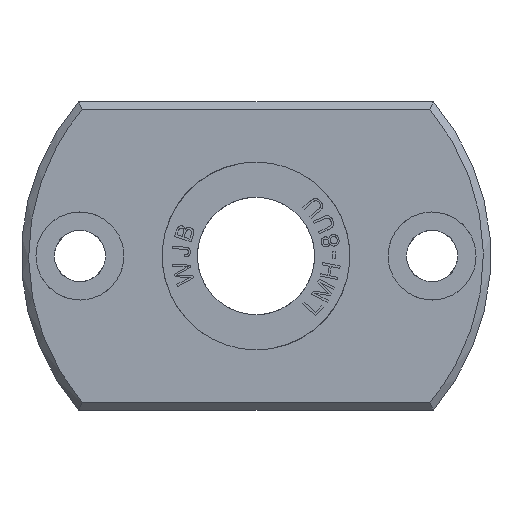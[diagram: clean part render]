
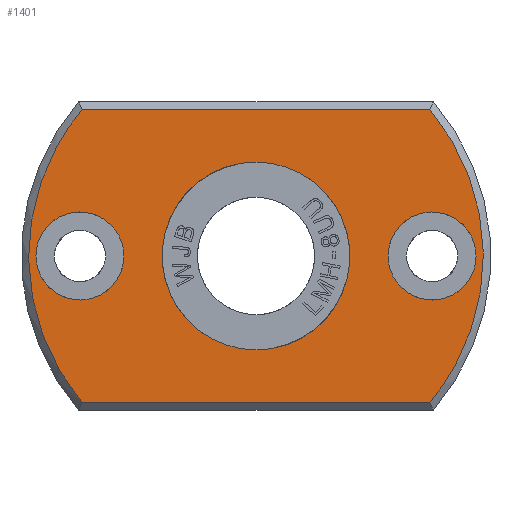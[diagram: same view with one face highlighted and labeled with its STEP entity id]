
A CAD part, left-side view. The second image highlights one B-rep face of the part: STEP entity #1401.
In plain terms, the highlighted planar face has unit normal (-1, 0, 0).
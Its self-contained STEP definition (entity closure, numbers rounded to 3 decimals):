
#198=PLANE('',#5786);
#435=FACE_BOUND('',#2046,.T.);
#436=FACE_BOUND('',#2047,.T.);
#437=FACE_BOUND('',#2048,.T.);
#438=FACE_BOUND('',#2049,.T.);
#1401=ADVANCED_FACE('',(#435,#436,#437,#438),#198,.T.);
#2046=EDGE_LOOP('',(#3044,#3045));
#2047=EDGE_LOOP('',(#3046,#3047));
#2048=EDGE_LOOP('',(#3048,#3049));
#2049=EDGE_LOOP('',(#3050,#3051,#3052,#3053));
#2379=B_SPLINE_CURVE_WITH_KNOTS('',3,(#7101,#7102,#7103,#7104,#7105,#7106),
 .UNSPECIFIED.,.F.,.F.,(4,2,4),(0.,0.5,1.),.UNSPECIFIED.);
#2457=B_SPLINE_CURVE_WITH_KNOTS('',3,(#8292,#8293,#8294,#8295,#8296,#8297,
#8298,#8299,#8300,#8301),.UNSPECIFIED.,.F.,.F.,(4,2,2,2,4),(0.,0.25,0.5,
0.75,1.),.UNSPECIFIED.);
#2458=B_SPLINE_CURVE_WITH_KNOTS('',3,(#8304,#8305,#8306,#8307,#8308,#8309,
#8310,#8311,#8312,#8313),.UNSPECIFIED.,.F.,.F.,(4,2,2,2,4),(0.,0.25,0.5,
0.75,1.),.UNSPECIFIED.);
#2461=B_SPLINE_CURVE_WITH_KNOTS('',3,(#8338,#8339,#8340,#8341,#8342,#8343,
#8344,#8345,#8346,#8347),.UNSPECIFIED.,.F.,.F.,(4,2,2,2,4),(0.,0.25,0.5,
0.75,1.),.UNSPECIFIED.);
#2462=B_SPLINE_CURVE_WITH_KNOTS('',3,(#8350,#8351,#8352,#8353,#8354,#8355,
#8356,#8357,#8358,#8359),.UNSPECIFIED.,.F.,.F.,(4,2,2,2,4),(0.,0.25,0.5,
0.75,1.),.UNSPECIFIED.);
#2463=B_SPLINE_CURVE_WITH_KNOTS('',3,(#8360,#8361,#8362,#8363,#8364,#8365,
#8366,#8367,#8368,#8369),.UNSPECIFIED.,.F.,.F.,(4,2,2,2,4),(0.,0.25,0.5,
0.75,1.),.UNSPECIFIED.);
#2464=B_SPLINE_CURVE_WITH_KNOTS('',3,(#8372,#8373,#8374,#8375,#8376,#8377,
#8378,#8379,#8380,#8381),.UNSPECIFIED.,.F.,.F.,(4,2,2,2,4),(0.,0.25,0.5,
0.75,1.),.UNSPECIFIED.);
#2465=B_SPLINE_CURVE_WITH_KNOTS('',3,(#8382,#8383,#8384,#8385,#8386,#8387),
 .UNSPECIFIED.,.F.,.F.,(4,2,4),(0.,0.5,1.),.UNSPECIFIED.);
#2466=B_SPLINE_CURVE_WITH_KNOTS('',3,(#8390,#8391,#8392,#8393),.UNSPECIFIED.,
 .F.,.F.,(4,4),(0.,1.),.UNSPECIFIED.);
#2467=B_SPLINE_CURVE_WITH_KNOTS('',3,(#8394,#8395,#8396,#8397),.UNSPECIFIED.,
 .F.,.F.,(4,4),(0.,1.),.UNSPECIFIED.);
#3044=ORIENTED_EDGE('',*,*,#5149,.F.);
#3045=ORIENTED_EDGE('',*,*,#5150,.F.);
#3046=ORIENTED_EDGE('',*,*,#5151,.F.);
#3047=ORIENTED_EDGE('',*,*,#5152,.F.);
#3048=ORIENTED_EDGE('',*,*,#5146,.T.);
#3049=ORIENTED_EDGE('',*,*,#5145,.T.);
#3050=ORIENTED_EDGE('',*,*,#5153,.F.);
#3051=ORIENTED_EDGE('',*,*,#5154,.F.);
#3052=ORIENTED_EDGE('',*,*,#4914,.F.);
#3053=ORIENTED_EDGE('',*,*,#5155,.F.);
#4379=VERTEX_POINT('',#7100);
#4380=VERTEX_POINT('',#7107);
#4608=VERTEX_POINT('',#8302);
#4609=VERTEX_POINT('',#8303);
#4612=VERTEX_POINT('',#8348);
#4613=VERTEX_POINT('',#8349);
#4614=VERTEX_POINT('',#8370);
#4615=VERTEX_POINT('',#8371);
#4616=VERTEX_POINT('',#8388);
#4617=VERTEX_POINT('',#8389);
#4914=EDGE_CURVE('',#4379,#4380,#2379,.T.);
#5145=EDGE_CURVE('',#4608,#4609,#2457,.T.);
#5146=EDGE_CURVE('',#4609,#4608,#2458,.T.);
#5149=EDGE_CURVE('',#4612,#4613,#2461,.T.);
#5150=EDGE_CURVE('',#4613,#4612,#2462,.T.);
#5151=EDGE_CURVE('',#4614,#4615,#2463,.T.);
#5152=EDGE_CURVE('',#4615,#4614,#2464,.T.);
#5153=EDGE_CURVE('',#4616,#4617,#2465,.T.);
#5154=EDGE_CURVE('',#4380,#4616,#2466,.T.);
#5155=EDGE_CURVE('',#4617,#4379,#2467,.T.);
#5786=AXIS2_PLACEMENT_3D('',#8398,#6235,#6236);
#6235=DIRECTION('',(-1.,0.,0.));
#6236=DIRECTION('',(0.,0.,1.));
#7100=CARTESIAN_POINT('',(0.,11.843,-10.));
#7101=CARTESIAN_POINT('',(0.,11.843,-10.));
#7102=CARTESIAN_POINT('',(0.,14.18,-7.232));
#7103=CARTESIAN_POINT('',(0.,15.5,-3.623));
#7104=CARTESIAN_POINT('',(0.,15.5,3.623));
#7105=CARTESIAN_POINT('',(0.,14.18,7.232));
#7106=CARTESIAN_POINT('',(0.,11.843,10.));
#7107=CARTESIAN_POINT('',(0.,11.843,10.));
#8292=CARTESIAN_POINT('',(0.,0.,6.4));
#8293=CARTESIAN_POINT('',(0.,-1.682,6.4));
#8294=CARTESIAN_POINT('',(0.,-3.338,5.713));
#8295=CARTESIAN_POINT('',(0.,-5.713,3.338));
#8296=CARTESIAN_POINT('',(0.,-6.4,1.679));
#8297=CARTESIAN_POINT('',(0.,-6.4,-1.679));
#8298=CARTESIAN_POINT('',(0.,-5.713,-3.338));
#8299=CARTESIAN_POINT('',(0.,-3.338,-5.713));
#8300=CARTESIAN_POINT('',(0.,-1.683,-6.4));
#8301=CARTESIAN_POINT('',(0.,0.,-6.4));
#8302=CARTESIAN_POINT('',(0.,0.,6.4));
#8303=CARTESIAN_POINT('',(0.,0.,-6.4));
#8304=CARTESIAN_POINT('',(0.,0.,-6.4));
#8305=CARTESIAN_POINT('',(0.,1.682,-6.4));
#8306=CARTESIAN_POINT('',(0.,3.338,-5.713));
#8307=CARTESIAN_POINT('',(0.,5.713,-3.338));
#8308=CARTESIAN_POINT('',(0.,6.4,-1.679));
#8309=CARTESIAN_POINT('',(0.,6.4,1.679));
#8310=CARTESIAN_POINT('',(0.,5.713,3.338));
#8311=CARTESIAN_POINT('',(0.,3.338,5.713));
#8312=CARTESIAN_POINT('',(0.,1.683,6.4));
#8313=CARTESIAN_POINT('',(0.,0.,6.4));
#8338=CARTESIAN_POINT('',(0.,-15.,0.));
#8339=CARTESIAN_POINT('',(0.,-15.,0.785));
#8340=CARTESIAN_POINT('',(0.,-14.677,1.566));
#8341=CARTESIAN_POINT('',(0.,-13.566,2.677));
#8342=CARTESIAN_POINT('',(0.,-12.785,3.));
#8343=CARTESIAN_POINT('',(0.,-11.215,3.));
#8344=CARTESIAN_POINT('',(0.,-10.434,2.677));
#8345=CARTESIAN_POINT('',(0.,-9.323,1.566));
#8346=CARTESIAN_POINT('',(0.,-9.,0.785));
#8347=CARTESIAN_POINT('',(0.,-9.,0.));
#8348=CARTESIAN_POINT('',(0.,-15.,0.));
#8349=CARTESIAN_POINT('',(0.,-9.,0.));
#8350=CARTESIAN_POINT('',(0.,-9.,0.));
#8351=CARTESIAN_POINT('',(0.,-9.,-0.785));
#8352=CARTESIAN_POINT('',(0.,-9.323,-1.566));
#8353=CARTESIAN_POINT('',(0.,-10.434,-2.677));
#8354=CARTESIAN_POINT('',(0.,-11.215,-3.));
#8355=CARTESIAN_POINT('',(0.,-12.785,-3.));
#8356=CARTESIAN_POINT('',(0.,-13.566,-2.677));
#8357=CARTESIAN_POINT('',(0.,-14.677,-1.566));
#8358=CARTESIAN_POINT('',(0.,-15.,-0.785));
#8359=CARTESIAN_POINT('',(0.,-15.,0.));
#8360=CARTESIAN_POINT('',(0.,9.,0.));
#8361=CARTESIAN_POINT('',(0.,9.,0.785));
#8362=CARTESIAN_POINT('',(0.,9.323,1.566));
#8363=CARTESIAN_POINT('',(0.,10.434,2.677));
#8364=CARTESIAN_POINT('',(0.,11.215,3.));
#8365=CARTESIAN_POINT('',(0.,12.785,3.));
#8366=CARTESIAN_POINT('',(0.,13.566,2.677));
#8367=CARTESIAN_POINT('',(0.,14.677,1.566));
#8368=CARTESIAN_POINT('',(0.,15.,0.785));
#8369=CARTESIAN_POINT('',(0.,15.,0.));
#8370=CARTESIAN_POINT('',(0.,9.,0.));
#8371=CARTESIAN_POINT('',(0.,15.,0.));
#8372=CARTESIAN_POINT('',(0.,15.,0.));
#8373=CARTESIAN_POINT('',(0.,15.,-0.785));
#8374=CARTESIAN_POINT('',(0.,14.677,-1.566));
#8375=CARTESIAN_POINT('',(0.,13.566,-2.677));
#8376=CARTESIAN_POINT('',(0.,12.785,-3.));
#8377=CARTESIAN_POINT('',(0.,11.215,-3.));
#8378=CARTESIAN_POINT('',(0.,10.434,-2.677));
#8379=CARTESIAN_POINT('',(0.,9.323,-1.566));
#8380=CARTESIAN_POINT('',(0.,9.,-0.785));
#8381=CARTESIAN_POINT('',(0.,9.,0.));
#8382=CARTESIAN_POINT('',(0.,-11.843,10.));
#8383=CARTESIAN_POINT('',(0.,-14.18,7.232));
#8384=CARTESIAN_POINT('',(0.,-15.5,3.623));
#8385=CARTESIAN_POINT('',(0.,-15.5,-3.623));
#8386=CARTESIAN_POINT('',(0.,-14.18,-7.232));
#8387=CARTESIAN_POINT('',(0.,-11.843,-10.));
#8388=CARTESIAN_POINT('',(0.,-11.843,10.));
#8389=CARTESIAN_POINT('',(0.,-11.843,-10.));
#8390=CARTESIAN_POINT('',(0.,11.843,10.));
#8391=CARTESIAN_POINT('',(0.,3.948,10.));
#8392=CARTESIAN_POINT('',(0.,-3.948,10.));
#8393=CARTESIAN_POINT('',(0.,-11.843,10.));
#8394=CARTESIAN_POINT('',(0.,-11.843,-10.));
#8395=CARTESIAN_POINT('',(0.,-3.948,-10.));
#8396=CARTESIAN_POINT('',(0.,3.948,-10.));
#8397=CARTESIAN_POINT('',(0.,11.843,-10.));
#8398=CARTESIAN_POINT('',(0.,-15.81,-15.5));
